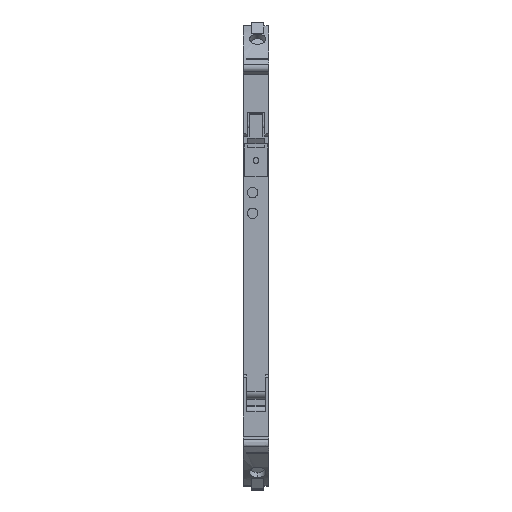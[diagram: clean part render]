
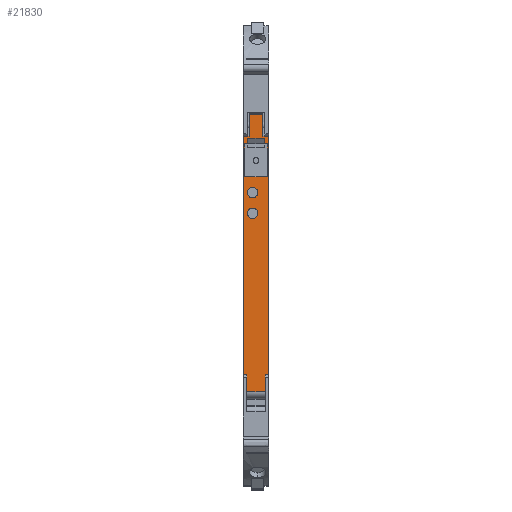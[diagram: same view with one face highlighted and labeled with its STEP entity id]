
A CAD part, top view. The second image highlights one B-rep face of the part: STEP entity #21830.
In plain terms, the highlighted planar face has unit normal (0, 0, 1).
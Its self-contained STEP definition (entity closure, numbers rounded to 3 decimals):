
#20150=AXIS2_PLACEMENT_3D('Plane Axis2P3D',#20147,#20148,#20149) ;
#21601=AXIS2_PLACEMENT_3D('Circle Axis2P3D',#21599,#21600,$) ;
#21633=AXIS2_PLACEMENT_3D('Circle Axis2P3D',#21631,#21632,$) ;
#21814=AXIS2_PLACEMENT_3D('Circle Axis2P3D',#21812,#21813,$) ;
#21823=AXIS2_PLACEMENT_3D('Circle Axis2P3D',#21821,#21822,$) ;
#20147=CARTESIAN_POINT('Axis2P3D Location',(0.075,85.563,112.497)) ;
#21596=CARTESIAN_POINT('Vertex',(0.96,71.463,112.497)) ;
#21599=CARTESIAN_POINT('Axis2P3D Location',(2.21,71.463,112.497)) ;
#21603=CARTESIAN_POINT('Vertex',(3.46,71.463,112.497)) ;
#21631=CARTESIAN_POINT('Axis2P3D Location',(2.21,71.463,112.497)) ;
#21644=CARTESIAN_POINT('Line Origine',(5.695,27.563,112.497)) ;
#21648=CARTESIAN_POINT('Vertex',(6.09,27.563,112.497)) ;
#21650=CARTESIAN_POINT('Vertex',(5.3,27.563,112.497)) ;
#21653=CARTESIAN_POINT('Line Origine',(6.09,56.263,112.497)) ;
#21657=CARTESIAN_POINT('Vertex',(6.09,84.963,112.497)) ;
#21660=CARTESIAN_POINT('Line Origine',(5.405,84.963,112.497)) ;
#21664=CARTESIAN_POINT('Vertex',(4.72,84.963,112.497)) ;
#21667=CARTESIAN_POINT('Line Origine',(4.72,87.614,112.497)) ;
#21671=CARTESIAN_POINT('Vertex',(4.72,90.264,112.497)) ;
#21674=CARTESIAN_POINT('Line Origine',(3.05,90.264,112.497)) ;
#21678=CARTESIAN_POINT('Vertex',(1.38,90.264,112.497)) ;
#21681=CARTESIAN_POINT('Line Origine',(1.38,87.614,112.497)) ;
#21685=CARTESIAN_POINT('Vertex',(1.38,84.963,112.497)) ;
#21688=CARTESIAN_POINT('Line Origine',(0.695,84.963,112.497)) ;
#21692=CARTESIAN_POINT('Vertex',(0.01,84.963,112.497)) ;
#21695=CARTESIAN_POINT('Line Origine',(0.01,56.263,112.497)) ;
#21699=CARTESIAN_POINT('Vertex',(0.01,27.563,112.497)) ;
#21702=CARTESIAN_POINT('Line Origine',(0.405,27.563,112.497)) ;
#21706=CARTESIAN_POINT('Vertex',(0.8,27.563,112.497)) ;
#21709=CARTESIAN_POINT('Line Origine',(0.8,25.563,112.497)) ;
#21713=CARTESIAN_POINT('Vertex',(0.8,23.563,112.497)) ;
#21716=CARTESIAN_POINT('Line Origine',(3.05,23.563,112.497)) ;
#21720=CARTESIAN_POINT('Vertex',(5.3,23.563,112.497)) ;
#21723=CARTESIAN_POINT('Line Origine',(5.3,25.563,112.497)) ;
#21742=CARTESIAN_POINT('Line Origine',(1.089,83.87,112.497)) ;
#21746=CARTESIAN_POINT('Vertex',(1.089,83.17,112.497)) ;
#21748=CARTESIAN_POINT('Vertex',(1.089,84.57,112.497)) ;
#21751=CARTESIAN_POINT('Line Origine',(3.05,84.57,112.497)) ;
#21755=CARTESIAN_POINT('Vertex',(5.011,84.57,112.497)) ;
#21758=CARTESIAN_POINT('Line Origine',(5.011,83.87,112.497)) ;
#21762=CARTESIAN_POINT('Vertex',(5.011,83.17,112.497)) ;
#21765=CARTESIAN_POINT('Line Origine',(5.408,83.17,112.497)) ;
#21769=CARTESIAN_POINT('Vertex',(5.806,83.17,112.497)) ;
#21772=CARTESIAN_POINT('Line Origine',(5.806,79.213,112.497)) ;
#21776=CARTESIAN_POINT('Vertex',(5.806,75.257,112.497)) ;
#21779=CARTESIAN_POINT('Line Origine',(3.05,75.257,112.497)) ;
#21783=CARTESIAN_POINT('Vertex',(0.294,75.257,112.497)) ;
#21786=CARTESIAN_POINT('Line Origine',(0.294,79.213,112.497)) ;
#21790=CARTESIAN_POINT('Vertex',(0.294,83.17,112.497)) ;
#21793=CARTESIAN_POINT('Line Origine',(0.692,83.17,112.497)) ;
#21812=CARTESIAN_POINT('Axis2P3D Location',(2.21,66.463,112.497)) ;
#21816=CARTESIAN_POINT('Vertex',(0.96,66.463,112.497)) ;
#21818=CARTESIAN_POINT('Vertex',(3.46,66.463,112.497)) ;
#21821=CARTESIAN_POINT('Axis2P3D Location',(2.21,66.463,112.497)) ;
#20148=DIRECTION('Axis2P3D Direction',(0.,0.,-1.)) ;
#20149=DIRECTION('Axis2P3D XDirection',(0.,1.,0.)) ;
#21600=DIRECTION('Axis2P3D Direction',(0.,0.,1.)) ;
#21632=DIRECTION('Axis2P3D Direction',(0.,0.,1.)) ;
#21645=DIRECTION('Vector Direction',(-1.,0.,0.)) ;
#21654=DIRECTION('Vector Direction',(0.,1.,0.)) ;
#21661=DIRECTION('Vector Direction',(-1.,0.,0.)) ;
#21668=DIRECTION('Vector Direction',(0.,1.,0.)) ;
#21675=DIRECTION('Vector Direction',(-1.,0.,0.)) ;
#21682=DIRECTION('Vector Direction',(0.,-1.,0.)) ;
#21689=DIRECTION('Vector Direction',(-1.,0.,0.)) ;
#21696=DIRECTION('Vector Direction',(0.,1.,0.)) ;
#21703=DIRECTION('Vector Direction',(-1.,0.,0.)) ;
#21710=DIRECTION('Vector Direction',(0.,1.,0.)) ;
#21717=DIRECTION('Vector Direction',(-1.,0.,0.)) ;
#21724=DIRECTION('Vector Direction',(0.,1.,0.)) ;
#21743=DIRECTION('Vector Direction',(0.,-1.,0.)) ;
#21752=DIRECTION('Vector Direction',(1.,0.,0.)) ;
#21759=DIRECTION('Vector Direction',(0.,1.,0.)) ;
#21766=DIRECTION('Vector Direction',(1.,0.,0.)) ;
#21773=DIRECTION('Vector Direction',(0.,1.,0.)) ;
#21780=DIRECTION('Vector Direction',(1.,0.,0.)) ;
#21787=DIRECTION('Vector Direction',(0.,-1.,0.)) ;
#21794=DIRECTION('Vector Direction',(1.,0.,0.)) ;
#21813=DIRECTION('Axis2P3D Direction',(0.,0.,-1.)) ;
#21822=DIRECTION('Axis2P3D Direction',(0.,0.,-1.)) ;
#21646=VECTOR('Line Direction',#21645,1.) ;
#21655=VECTOR('Line Direction',#21654,1.) ;
#21662=VECTOR('Line Direction',#21661,1.) ;
#21669=VECTOR('Line Direction',#21668,1.) ;
#21676=VECTOR('Line Direction',#21675,1.) ;
#21683=VECTOR('Line Direction',#21682,1.) ;
#21690=VECTOR('Line Direction',#21689,1.) ;
#21697=VECTOR('Line Direction',#21696,1.) ;
#21704=VECTOR('Line Direction',#21703,1.) ;
#21711=VECTOR('Line Direction',#21710,1.) ;
#21718=VECTOR('Line Direction',#21717,1.) ;
#21725=VECTOR('Line Direction',#21724,1.) ;
#21744=VECTOR('Line Direction',#21743,1.) ;
#21753=VECTOR('Line Direction',#21752,1.) ;
#21760=VECTOR('Line Direction',#21759,1.) ;
#21767=VECTOR('Line Direction',#21766,1.) ;
#21774=VECTOR('Line Direction',#21773,1.) ;
#21781=VECTOR('Line Direction',#21780,1.) ;
#21788=VECTOR('Line Direction',#21787,1.) ;
#21795=VECTOR('Line Direction',#21794,1.) ;
#21729=ORIENTED_EDGE('',*,*,#21652,.F.) ;
#21730=ORIENTED_EDGE('',*,*,#21659,.T.) ;
#21731=ORIENTED_EDGE('',*,*,#21666,.F.) ;
#21732=ORIENTED_EDGE('',*,*,#21673,.T.) ;
#21733=ORIENTED_EDGE('',*,*,#21680,.F.) ;
#21734=ORIENTED_EDGE('',*,*,#21687,.T.) ;
#21735=ORIENTED_EDGE('',*,*,#21694,.T.) ;
#21736=ORIENTED_EDGE('',*,*,#21701,.F.) ;
#21737=ORIENTED_EDGE('',*,*,#21708,.F.) ;
#21738=ORIENTED_EDGE('',*,*,#21715,.F.) ;
#21739=ORIENTED_EDGE('',*,*,#21722,.F.) ;
#21740=ORIENTED_EDGE('',*,*,#21727,.T.) ;
#21799=ORIENTED_EDGE('',*,*,#21750,.T.) ;
#21800=ORIENTED_EDGE('',*,*,#21757,.F.) ;
#21801=ORIENTED_EDGE('',*,*,#21764,.T.) ;
#21802=ORIENTED_EDGE('',*,*,#21771,.T.) ;
#21803=ORIENTED_EDGE('',*,*,#21778,.T.) ;
#21804=ORIENTED_EDGE('',*,*,#21785,.F.) ;
#21805=ORIENTED_EDGE('',*,*,#21792,.T.) ;
#21806=ORIENTED_EDGE('',*,*,#21797,.T.) ;
#21809=ORIENTED_EDGE('',*,*,#21605,.F.) ;
#21810=ORIENTED_EDGE('',*,*,#21635,.F.) ;
#21827=ORIENTED_EDGE('',*,*,#21820,.F.) ;
#21828=ORIENTED_EDGE('',*,*,#21825,.F.) ;
#21807=FACE_BOUND('',#21798,.T.) ;
#21811=FACE_BOUND('',#21808,.T.) ;
#21829=FACE_BOUND('',#21826,.T.) ;
#21830=ADVANCED_FACE('AUFDRUCK_ORANGE',(#21741,#21807,#21811,#21829),#20151,.F.) ;
#21602=CIRCLE('generated circle',#21601,1.25) ;
#21634=CIRCLE('generated circle',#21633,1.25) ;
#21815=CIRCLE('generated circle',#21814,1.25) ;
#21824=CIRCLE('generated circle',#21823,1.25) ;
#21605=EDGE_CURVE('',#21597,#21604,#21602,.T.) ;
#21635=EDGE_CURVE('',#21604,#21597,#21634,.T.) ;
#21652=EDGE_CURVE('',#21649,#21651,#21647,.T.) ;
#21659=EDGE_CURVE('',#21649,#21658,#21656,.T.) ;
#21666=EDGE_CURVE('',#21665,#21658,#21663,.F.) ;
#21673=EDGE_CURVE('',#21665,#21672,#21670,.T.) ;
#21680=EDGE_CURVE('',#21679,#21672,#21677,.F.) ;
#21687=EDGE_CURVE('',#21679,#21686,#21684,.T.) ;
#21694=EDGE_CURVE('',#21686,#21693,#21691,.T.) ;
#21701=EDGE_CURVE('',#21700,#21693,#21698,.T.) ;
#21708=EDGE_CURVE('',#21707,#21700,#21705,.T.) ;
#21715=EDGE_CURVE('',#21714,#21707,#21712,.T.) ;
#21722=EDGE_CURVE('',#21721,#21714,#21719,.T.) ;
#21727=EDGE_CURVE('',#21721,#21651,#21726,.T.) ;
#21750=EDGE_CURVE('',#21747,#21749,#21745,.F.) ;
#21757=EDGE_CURVE('',#21756,#21749,#21754,.F.) ;
#21764=EDGE_CURVE('',#21756,#21763,#21761,.F.) ;
#21771=EDGE_CURVE('',#21763,#21770,#21768,.T.) ;
#21778=EDGE_CURVE('',#21770,#21777,#21775,.F.) ;
#21785=EDGE_CURVE('',#21784,#21777,#21782,.T.) ;
#21792=EDGE_CURVE('',#21784,#21791,#21789,.F.) ;
#21797=EDGE_CURVE('',#21791,#21747,#21796,.T.) ;
#21820=EDGE_CURVE('',#21817,#21819,#21815,.F.) ;
#21825=EDGE_CURVE('',#21819,#21817,#21824,.F.) ;
#21728=EDGE_LOOP('',(#21729,#21730,#21731,#21732,#21733,#21734,#21735,#21736,#21737,#21738,#21739,#21740)) ;
#21798=EDGE_LOOP('',(#21799,#21800,#21801,#21802,#21803,#21804,#21805,#21806)) ;
#21808=EDGE_LOOP('',(#21809,#21810)) ;
#21826=EDGE_LOOP('',(#21827,#21828)) ;
#21741=FACE_OUTER_BOUND('',#21728,.T.) ;
#21647=LINE('Line',#21644,#21646) ;
#21656=LINE('Line',#21653,#21655) ;
#21663=LINE('Line',#21660,#21662) ;
#21670=LINE('Line',#21667,#21669) ;
#21677=LINE('Line',#21674,#21676) ;
#21684=LINE('Line',#21681,#21683) ;
#21691=LINE('Line',#21688,#21690) ;
#21698=LINE('Line',#21695,#21697) ;
#21705=LINE('Line',#21702,#21704) ;
#21712=LINE('Line',#21709,#21711) ;
#21719=LINE('Line',#21716,#21718) ;
#21726=LINE('Line',#21723,#21725) ;
#21745=LINE('Line',#21742,#21744) ;
#21754=LINE('Line',#21751,#21753) ;
#21761=LINE('Line',#21758,#21760) ;
#21768=LINE('Line',#21765,#21767) ;
#21775=LINE('Line',#21772,#21774) ;
#21782=LINE('Line',#21779,#21781) ;
#21789=LINE('Line',#21786,#21788) ;
#21796=LINE('Line',#21793,#21795) ;
#20151=PLANE('',#20150) ;
#21597=VERTEX_POINT('',#21596) ;
#21604=VERTEX_POINT('',#21603) ;
#21649=VERTEX_POINT('',#21648) ;
#21651=VERTEX_POINT('',#21650) ;
#21658=VERTEX_POINT('',#21657) ;
#21665=VERTEX_POINT('',#21664) ;
#21672=VERTEX_POINT('',#21671) ;
#21679=VERTEX_POINT('',#21678) ;
#21686=VERTEX_POINT('',#21685) ;
#21693=VERTEX_POINT('',#21692) ;
#21700=VERTEX_POINT('',#21699) ;
#21707=VERTEX_POINT('',#21706) ;
#21714=VERTEX_POINT('',#21713) ;
#21721=VERTEX_POINT('',#21720) ;
#21747=VERTEX_POINT('',#21746) ;
#21749=VERTEX_POINT('',#21748) ;
#21756=VERTEX_POINT('',#21755) ;
#21763=VERTEX_POINT('',#21762) ;
#21770=VERTEX_POINT('',#21769) ;
#21777=VERTEX_POINT('',#21776) ;
#21784=VERTEX_POINT('',#21783) ;
#21791=VERTEX_POINT('',#21790) ;
#21817=VERTEX_POINT('',#21816) ;
#21819=VERTEX_POINT('',#21818) ;
